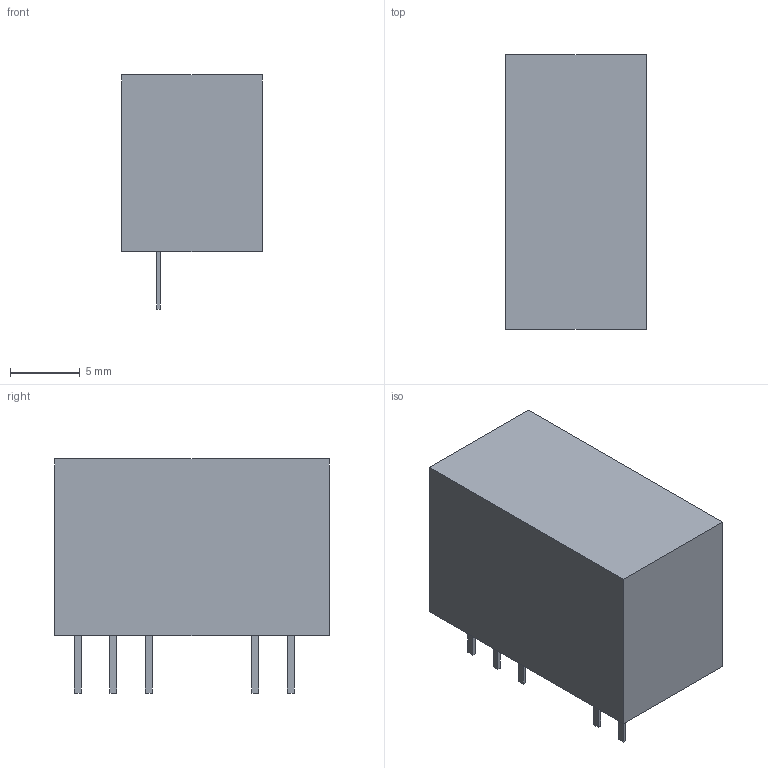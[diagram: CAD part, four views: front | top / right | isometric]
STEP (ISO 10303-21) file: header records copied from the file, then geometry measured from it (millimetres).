
FILE_DESCRIPTION(('FreeCAD Model'),'2;1');
FILE_NAME( 'mgj2.step', '2017-12-16T12:00:37',('Author'),(''), 'Open CASCADE STEP processor 7.1','FreeCAD','Unknown');
FILE_SCHEMA(('AUTOMOTIVE_DESIGN { 1 0 10303 214 1 1 1 1 }'));
Length unit declared in the file: millimetre
Products named in the file (2): Body; Body001
Bounding box: 10.05 x 19.65 x 16.75 mm (x, y, z)
Volume: 2585.1 mm3; surface area: 1542.4 mm2
Topology: 2 solids, 2 shells, 40 faces, 97 edges, 68 vertices
Faces by surface type: plane 40
Entity records: 2462 total; most frequent: CARTESIAN_POINT 400, DIRECTION 373, LINE 291, VECTOR 291, ORIENTED_EDGE 194, PCURVE 194, DEFINITIONAL_REPRESENTATION 194, EDGE_CURVE 97
